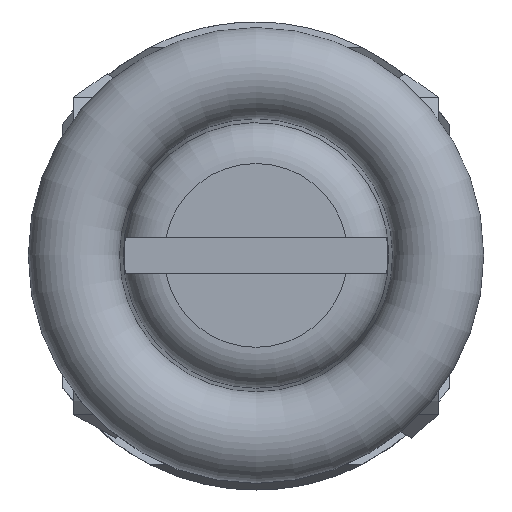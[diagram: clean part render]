
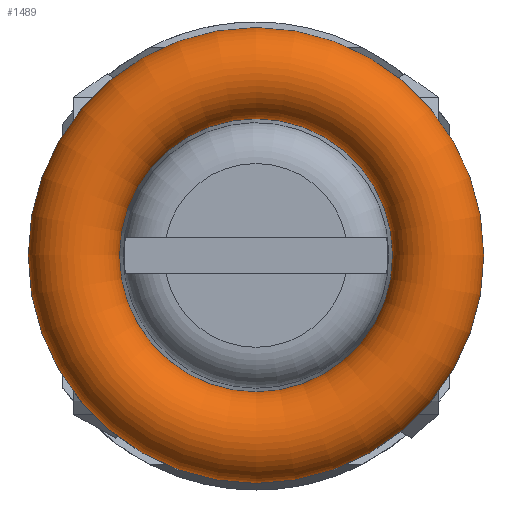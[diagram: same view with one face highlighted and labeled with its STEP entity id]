
A CAD part, top view. The second image highlights one B-rep face of the part: STEP entity #1489.
In plain terms, the highlighted toroidal (fillet/blend) face has major radius 8 mm and minor radius 2 mm.
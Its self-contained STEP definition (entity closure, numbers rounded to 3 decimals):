
#405=TOROIDAL_SURFACE('',#1654,8.,2.);
#408=FACE_BOUND('',#526,.T.);
#432=FACE_OUTER_BOUND('',#525,.T.);
#525=EDGE_LOOP('',(#1044));
#526=EDGE_LOOP('',(#1045));
#640=CIRCLE('',#1653,10.);
#641=CIRCLE('',#1655,6.);
#683=VERTEX_POINT('',#2326);
#684=VERTEX_POINT('',#2329);
#830=EDGE_CURVE('',#683,#683,#640,.T.);
#831=EDGE_CURVE('',#684,#684,#641,.T.);
#1044=ORIENTED_EDGE('',*,*,#830,.T.);
#1045=ORIENTED_EDGE('',*,*,#831,.T.);
#1489=ADVANCED_FACE('',(#432,#408),#405,.T.);
#1653=AXIS2_PLACEMENT_3D('',#2327,#1843,#1844);
#1654=AXIS2_PLACEMENT_3D('',#2328,#1845,#1846);
#1655=AXIS2_PLACEMENT_3D('',#2330,#1847,#1848);
#1843=DIRECTION('center_axis',(0.,0.,1.));
#1844=DIRECTION('ref_axis',(-1.,0.,0.));
#1845=DIRECTION('center_axis',(0.,0.,-1.));
#1846=DIRECTION('ref_axis',(-1.,0.,0.));
#1847=DIRECTION('center_axis',(0.,0.,-1.));
#1848=DIRECTION('ref_axis',(-1.,0.,0.));
#2326=CARTESIAN_POINT('',(10.,0.,10.));
#2327=CARTESIAN_POINT('Origin',(0.,0.,10.));
#2328=CARTESIAN_POINT('Origin',(0.,0.,10.));
#2329=CARTESIAN_POINT('',(6.,0.,10.));
#2330=CARTESIAN_POINT('Origin',(0.,0.,10.));
